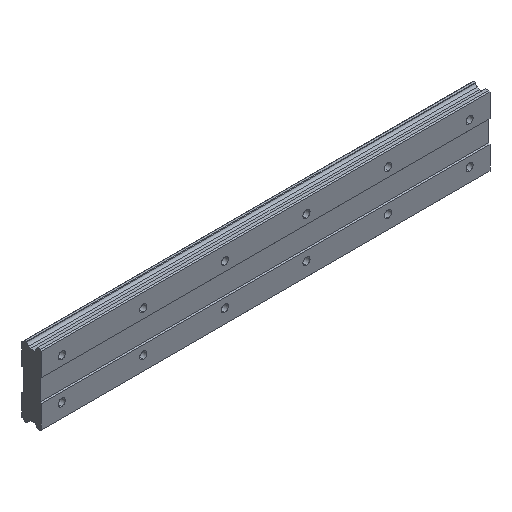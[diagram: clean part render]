
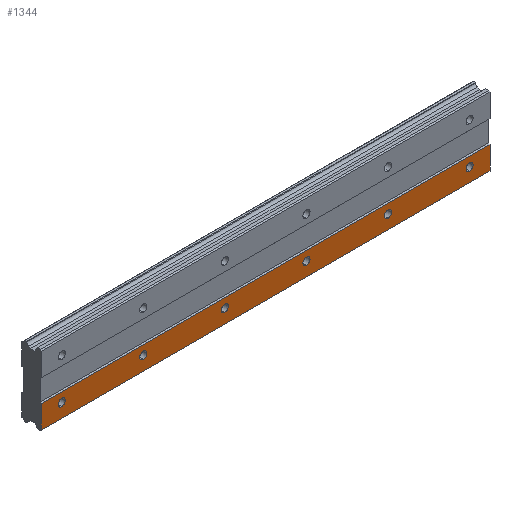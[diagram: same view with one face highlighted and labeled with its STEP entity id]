
A CAD part, isometric view. The second image highlights one B-rep face of the part: STEP entity #1344.
In plain terms, the highlighted planar face has unit normal (0, -1, 0).
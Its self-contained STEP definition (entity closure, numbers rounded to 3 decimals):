
#22 = EDGE_CURVE ( 'NONE', #2563, #2553, #2165, .T. ) ;
#36 = AXIS2_PLACEMENT_3D ( 'NONE', #936, #301, #2398 ) ;
#58 = EDGE_CURVE ( 'NONE', #2632, #521, #822, .T. ) ;
#66 = CIRCLE ( 'NONE', #2699, 3.5 ) ;
#79 = CARTESIAN_POINT ( 'NONE',  ( 320., 0., -16.5 ) ) ;
#89 = DIRECTION ( 'NONE',  ( -1., 0., 0. ) ) ;
#129 = CARTESIAN_POINT ( 'NONE',  ( 0., 0., -20. ) ) ;
#149 = DIRECTION ( 'NONE',  ( 1., 0., 0. ) ) ;
#154 = EDGE_CURVE ( 'NONE', #1710, #472, #2733, .T. ) ;
#165 = EDGE_CURVE ( 'NONE', #1918, #1832, #1050, .T. ) ;
#179 = AXIS2_PLACEMENT_3D ( 'NONE', #1414, #563, #2579 ) ;
#216 = AXIS2_PLACEMENT_3D ( 'NONE', #1543, #2223, #2486 ) ;
#218 = VERTEX_POINT ( 'NONE', #303 ) ;
#220 = ORIENTED_EDGE ( 'NONE', *, *, #154, .F. ) ;
#227 = AXIS2_PLACEMENT_3D ( 'NONE', #1012, #1921, #1327 ) ;
#255 = DIRECTION ( 'NONE',  ( 0., -1., 0. ) ) ;
#276 = AXIS2_PLACEMENT_3D ( 'NONE', #924, #1828, #1143 ) ;
#301 = DIRECTION ( 'NONE',  ( 0., -1., 0. ) ) ;
#303 = CARTESIAN_POINT ( 'NONE',  ( 400., 0., -16.5 ) ) ;
#321 = LINE ( 'NONE', #2370, #1590 ) ;
#358 = EDGE_CURVE ( 'NONE', #2263, #2632, #2148, .T. ) ;
#373 = AXIS2_PLACEMENT_3D ( 'NONE', #897, #1355, #2494 ) ;
#401 = CARTESIAN_POINT ( 'NONE',  ( -20., 0., -11. ) ) ;
#410 = VECTOR ( 'NONE', #149, 1000. ) ;
#427 = DIRECTION ( 'NONE',  ( 0., 0., 1. ) ) ;
#429 = VERTEX_POINT ( 'NONE', #1465 ) ;
#436 = CARTESIAN_POINT ( 'NONE',  ( 400., 0., -23.5 ) ) ;
#438 = ORIENTED_EDGE ( 'NONE', *, *, #2538, .F. ) ;
#449 = ORIENTED_EDGE ( 'NONE', *, *, #358, .F. ) ;
#455 = AXIS2_PLACEMENT_3D ( 'NONE', #2323, #255, #1650 ) ;
#457 = CARTESIAN_POINT ( 'NONE',  ( -20., 0., -33.5 ) ) ;
#472 = VERTEX_POINT ( 'NONE', #1098 ) ;
#484 = EDGE_CURVE ( 'NONE', #2553, #2563, #2160, .T. ) ;
#491 = EDGE_LOOP ( 'NONE', ( #2173, #438 ) ) ;
#521 = VERTEX_POINT ( 'NONE', #2696 ) ;
#534 = EDGE_CURVE ( 'NONE', #218, #920, #2162, .T. ) ;
#561 = EDGE_CURVE ( 'NONE', #2937, #2358, #1107, .T. ) ;
#563 = DIRECTION ( 'NONE',  ( 0., -1., 0. ) ) ;
#571 = CARTESIAN_POINT ( 'NONE',  ( 240., 0., -16.5 ) ) ;
#579 = ORIENTED_EDGE ( 'NONE', *, *, #22, .F. ) ;
#610 = CARTESIAN_POINT ( 'NONE',  ( 80., 0., -20. ) ) ;
#624 = CARTESIAN_POINT ( 'NONE',  ( 240., 0., -20. ) ) ;
#660 = DIRECTION ( 'NONE',  ( 0., -1., 0. ) ) ;
#688 = ORIENTED_EDGE ( 'NONE', *, *, #727, .F. ) ;
#727 = EDGE_CURVE ( 'NONE', #472, #1710, #66, .T. ) ;
#748 = DIRECTION ( 'NONE',  ( 0., 0., 1. ) ) ;
#784 = EDGE_LOOP ( 'NONE', ( #579, #1741 ) ) ;
#804 = EDGE_CURVE ( 'NONE', #521, #1805, #1239, .T. ) ;
#822 = LINE ( 'NONE', #401, #1770 ) ;
#865 = FACE_BOUND ( 'NONE', #2555, .T. ) ;
#868 = AXIS2_PLACEMENT_3D ( 'NONE', #2278, #2260, #427 ) ;
#887 = CIRCLE ( 'NONE', #373, 3.5 ) ;
#897 = CARTESIAN_POINT ( 'NONE',  ( 240., 0., -20. ) ) ;
#920 = VERTEX_POINT ( 'NONE', #436 ) ;
#924 = CARTESIAN_POINT ( 'NONE',  ( 400., 0., -20. ) ) ;
#934 = CIRCLE ( 'NONE', #227, 3.5 ) ;
#936 = CARTESIAN_POINT ( 'NONE',  ( 160., 0., -20. ) ) ;
#977 = CIRCLE ( 'NONE', #179, 3.5 ) ;
#979 = CIRCLE ( 'NONE', #36, 3.5 ) ;
#980 = DIRECTION ( 'NONE',  ( 0., 0., -1. ) ) ;
#1012 = CARTESIAN_POINT ( 'NONE',  ( 320., 0., -20. ) ) ;
#1042 = CARTESIAN_POINT ( 'NONE',  ( 420., 0., -11. ) ) ;
#1050 = CIRCLE ( 'NONE', #1902, 3.5 ) ;
#1072 = ORIENTED_EDGE ( 'NONE', *, *, #2730, .F. ) ;
#1090 = FACE_OUTER_BOUND ( 'NONE', #1291, .T. ) ;
#1098 = CARTESIAN_POINT ( 'NONE',  ( 80., 0., -23.5 ) ) ;
#1107 = CIRCLE ( 'NONE', #455, 3.5 ) ;
#1111 = ORIENTED_EDGE ( 'NONE', *, *, #2718, .F. ) ;
#1143 = DIRECTION ( 'NONE',  ( 0., 0., 1. ) ) ;
#1212 = ORIENTED_EDGE ( 'NONE', *, *, #165, .F. ) ;
#1239 = LINE ( 'NONE', #1711, #410 ) ;
#1280 = CARTESIAN_POINT ( 'NONE',  ( 80., 0., -16.5 ) ) ;
#1283 = DIRECTION ( 'NONE',  ( 0., 0., 1. ) ) ;
#1290 = VECTOR ( 'NONE', #89, 1000. ) ;
#1291 = EDGE_LOOP ( 'NONE', ( #449, #1072, #1732, #2125 ) ) ;
#1301 = FACE_BOUND ( 'NONE', #2798, .T. ) ;
#1327 = DIRECTION ( 'NONE',  ( 0., 0., 1. ) ) ;
#1339 = CARTESIAN_POINT ( 'NONE',  ( 160., 0., -23.5 ) ) ;
#1344 = ADVANCED_FACE ( 'NONE', ( #1090, #1513, #2921, #2894, #1301, #865, #1769 ), #2442, .F. ) ;
#1355 = DIRECTION ( 'NONE',  ( 0., -1., 0. ) ) ;
#1414 = CARTESIAN_POINT ( 'NONE',  ( 160., 0., -20. ) ) ;
#1465 = CARTESIAN_POINT ( 'NONE',  ( 160., 0., -16.5 ) ) ;
#1499 = DIRECTION ( 'NONE',  ( 0., -1., 0. ) ) ;
#1513 = FACE_BOUND ( 'NONE', #784, .T. ) ;
#1543 = CARTESIAN_POINT ( 'NONE',  ( 420., 0., -11. ) ) ;
#1590 = VECTOR ( 'NONE', #980, 1000. ) ;
#1600 = CARTESIAN_POINT ( 'NONE',  ( 0., 0., -23.5 ) ) ;
#1605 = EDGE_LOOP ( 'NONE', ( #220, #688 ) ) ;
#1632 = CARTESIAN_POINT ( 'NONE',  ( 420., 0., -33.5 ) ) ;
#1650 = DIRECTION ( 'NONE',  ( 0., 0., 1. ) ) ;
#1659 = ORIENTED_EDGE ( 'NONE', *, *, #2369, .F. ) ;
#1699 = CARTESIAN_POINT ( 'NONE',  ( 420., 0., -33.5 ) ) ;
#1710 = VERTEX_POINT ( 'NONE', #1280 ) ;
#1711 = CARTESIAN_POINT ( 'NONE',  ( 420., 0., -11. ) ) ;
#1732 = ORIENTED_EDGE ( 'NONE', *, *, #804, .F. ) ;
#1741 = ORIENTED_EDGE ( 'NONE', *, *, #484, .F. ) ;
#1748 = ORIENTED_EDGE ( 'NONE', *, *, #2929, .F. ) ;
#1762 = EDGE_LOOP ( 'NONE', ( #1659, #2396 ) ) ;
#1769 = FACE_BOUND ( 'NONE', #1605, .T. ) ;
#1770 = VECTOR ( 'NONE', #2017, 1000. ) ;
#1805 = VERTEX_POINT ( 'NONE', #1042 ) ;
#1808 = AXIS2_PLACEMENT_3D ( 'NONE', #610, #1499, #1283 ) ;
#1828 = DIRECTION ( 'NONE',  ( 0., -1., 0. ) ) ;
#1832 = VERTEX_POINT ( 'NONE', #2133 ) ;
#1902 = AXIS2_PLACEMENT_3D ( 'NONE', #624, #2643, #2221 ) ;
#1918 = VERTEX_POINT ( 'NONE', #571 ) ;
#1921 = DIRECTION ( 'NONE',  ( 0., -1., 0. ) ) ;
#2016 = AXIS2_PLACEMENT_3D ( 'NONE', #2491, #660, #2726 ) ;
#2017 = DIRECTION ( 'NONE',  ( 0., 0., 1. ) ) ;
#2125 = ORIENTED_EDGE ( 'NONE', *, *, #58, .F. ) ;
#2133 = CARTESIAN_POINT ( 'NONE',  ( 240., 0., -23.5 ) ) ;
#2145 = CARTESIAN_POINT ( 'NONE',  ( 80., 0., -20. ) ) ;
#2148 = LINE ( 'NONE', #1699, #1290 ) ;
#2155 = DIRECTION ( 'NONE',  ( 0., -1., 0. ) ) ;
#2160 = CIRCLE ( 'NONE', #868, 3.5 ) ;
#2162 = CIRCLE ( 'NONE', #2016, 3.5 ) ;
#2165 = CIRCLE ( 'NONE', #2599, 3.5 ) ;
#2173 = ORIENTED_EDGE ( 'NONE', *, *, #534, .F. ) ;
#2221 = DIRECTION ( 'NONE',  ( 0., 0., 1. ) ) ;
#2223 = DIRECTION ( 'NONE',  ( 0., 1., 0. ) ) ;
#2260 = DIRECTION ( 'NONE',  ( 0., -1., 0. ) ) ;
#2263 = VERTEX_POINT ( 'NONE', #1632 ) ;
#2278 = CARTESIAN_POINT ( 'NONE',  ( 0., 0., -20. ) ) ;
#2323 = CARTESIAN_POINT ( 'NONE',  ( 320., 0., -20. ) ) ;
#2358 = VERTEX_POINT ( 'NONE', #79 ) ;
#2369 = EDGE_CURVE ( 'NONE', #2358, #2937, #934, .T. ) ;
#2370 = CARTESIAN_POINT ( 'NONE',  ( 420., 0., -11. ) ) ;
#2381 = DIRECTION ( 'NONE',  ( 0., 0., 1. ) ) ;
#2396 = ORIENTED_EDGE ( 'NONE', *, *, #561, .F. ) ;
#2398 = DIRECTION ( 'NONE',  ( 0., 0., 1. ) ) ;
#2442 = PLANE ( 'NONE',  #216 ) ;
#2486 = DIRECTION ( 'NONE',  ( 0., 0., 1. ) ) ;
#2491 = CARTESIAN_POINT ( 'NONE',  ( 400., 0., -20. ) ) ;
#2494 = DIRECTION ( 'NONE',  ( 0., 0., 1. ) ) ;
#2528 = CARTESIAN_POINT ( 'NONE',  ( 0., 0., -16.5 ) ) ;
#2538 = EDGE_CURVE ( 'NONE', #920, #218, #2712, .T. ) ;
#2553 = VERTEX_POINT ( 'NONE', #1600 ) ;
#2555 = EDGE_LOOP ( 'NONE', ( #1111, #1748 ) ) ;
#2563 = VERTEX_POINT ( 'NONE', #2528 ) ;
#2579 = DIRECTION ( 'NONE',  ( 0., 0., 1. ) ) ;
#2599 = AXIS2_PLACEMENT_3D ( 'NONE', #129, #2155, #748 ) ;
#2632 = VERTEX_POINT ( 'NONE', #457 ) ;
#2638 = EDGE_CURVE ( 'NONE', #1832, #1918, #887, .T. ) ;
#2643 = DIRECTION ( 'NONE',  ( 0., -1., 0. ) ) ;
#2649 = VERTEX_POINT ( 'NONE', #1339 ) ;
#2696 = CARTESIAN_POINT ( 'NONE',  ( -20., 0., -11. ) ) ;
#2699 = AXIS2_PLACEMENT_3D ( 'NONE', #2145, #2855, #2381 ) ;
#2712 = CIRCLE ( 'NONE', #276, 3.5 ) ;
#2718 = EDGE_CURVE ( 'NONE', #429, #2649, #977, .T. ) ;
#2726 = DIRECTION ( 'NONE',  ( 0., 0., 1. ) ) ;
#2730 = EDGE_CURVE ( 'NONE', #1805, #2263, #321, .T. ) ;
#2733 = CIRCLE ( 'NONE', #1808, 3.5 ) ;
#2798 = EDGE_LOOP ( 'NONE', ( #1212, #2835 ) ) ;
#2835 = ORIENTED_EDGE ( 'NONE', *, *, #2638, .F. ) ;
#2839 = CARTESIAN_POINT ( 'NONE',  ( 320., 0., -23.5 ) ) ;
#2855 = DIRECTION ( 'NONE',  ( 0., -1., 0. ) ) ;
#2894 = FACE_BOUND ( 'NONE', #1762, .T. ) ;
#2921 = FACE_BOUND ( 'NONE', #491, .T. ) ;
#2929 = EDGE_CURVE ( 'NONE', #2649, #429, #979, .T. ) ;
#2937 = VERTEX_POINT ( 'NONE', #2839 ) ;
